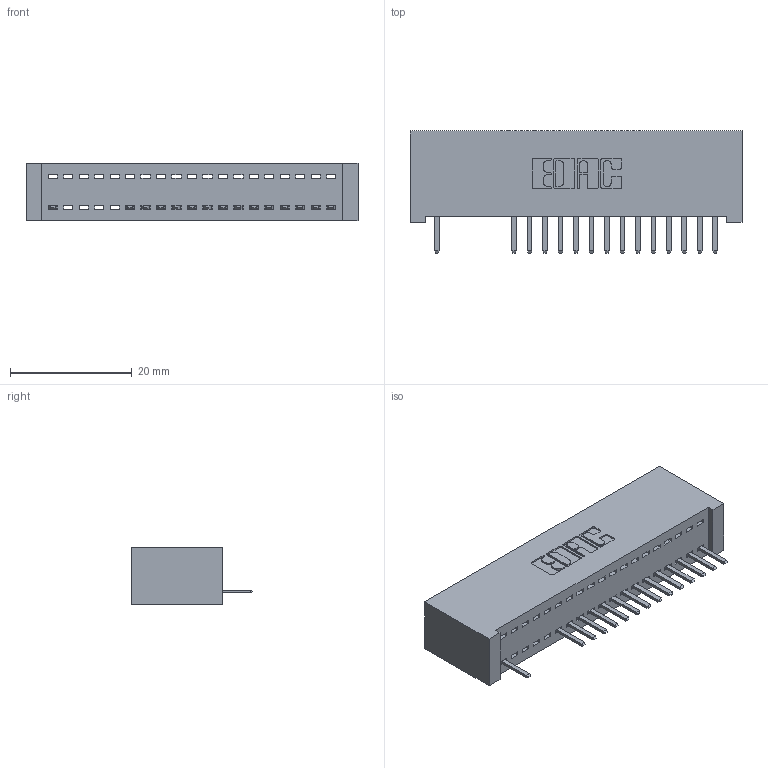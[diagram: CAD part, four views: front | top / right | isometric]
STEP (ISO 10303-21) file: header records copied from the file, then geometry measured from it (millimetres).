
FILE_DESCRIPTION (( 'STEP AP203' ), '1' );
FILE_NAME ('392-019-520-101.STEP', '2018-08-15T05:05:23', ( '' ), ( '' ), 'SwSTEP 2.0', 'SolidWorks 2016', '' );
FILE_SCHEMA (( 'CONFIG_CONTROL_DESIGN' ));
Length unit declared in the file: inch
Products named in the file (3): 345-292-001_345-293-120; 392-019-520-101; 342 Part_Lugless
Assembly tree (16 placements, depth 2):
  392-019-520-101
    342 Part_Lugless
    345-292-001_345-293-120  x15
Bounding box: 54.51 x 20.02 x 9.4 mm (x, y, z)
Volume: 5014.7 mm3; surface area: 6882.6 mm2
Topology: 16 solids, 16 shells, 1080 faces, 3203 edges, 2094 vertices
Faces by surface type: plane 770, cylinder 310
Entity records: 14167 total; most frequent: CARTESIAN_POINT 2483, ORIENTED_EDGE 2430, DIRECTION 2117, EDGE_CURVE 1215, VECTOR 1091, LINE 1091, VERTEX_POINT 806, AXIS2_PLACEMENT_3D 513
